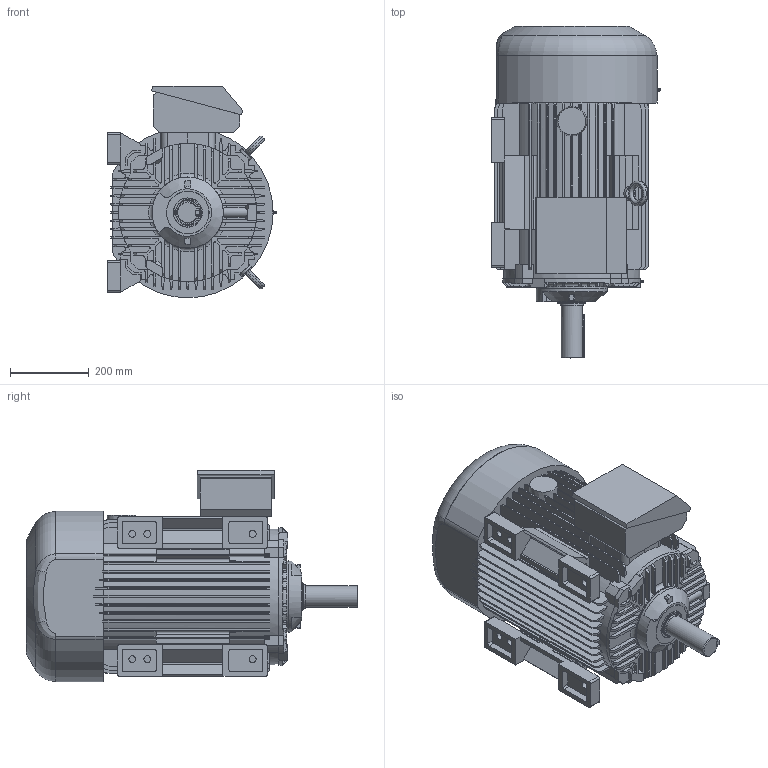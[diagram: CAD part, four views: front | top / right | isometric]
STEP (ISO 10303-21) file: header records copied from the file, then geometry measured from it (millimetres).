
FILE_DESCRIPTION( ( 'Unknown' ), '1' );
FILE_NAME( 'SIE320_T4_6.stp', 'Unknown', ( 'Unknown' ), ( 'Unknown' ), 'XStep 1.0', 'Unknown', ' ' );
FILE_SCHEMA( ( 'CONFIG_CONTROL_DESIGN' ) );
Length unit declared in the file: millimetre
Products named in the file (2): 1; 2
Bounding box: 427.85 x 840.4 x 536.02 mm (x, y, z)
Volume: 81983450.6 mm3; surface area: 2522316.5 mm2
Topology: 2 solids, 3 shells, 1022 faces, 2930 edges, 1935 vertices
Faces by surface type: plane 791, cylinder 178, torus 38, cone 12, bspline 3
Full cylindrical faces by diameter (mm): 1.6 x2, 2.5 x2, 5 x4, 17.5 x6, 35 x4, 53.98 x1, 56.988 x1, 59.498 x1, 60 x1, 178 x1, 180 x1
Entity records: 35414 total; most frequent: CARTESIAN_POINT 8602, ORIENTED_EDGE 5724, DIRECTION 5336, EDGE_CURVE 2862, LINE 2186, VECTOR 2186, VERTEX_POINT 1912, AXIS2_PLACEMENT_3D 1575
